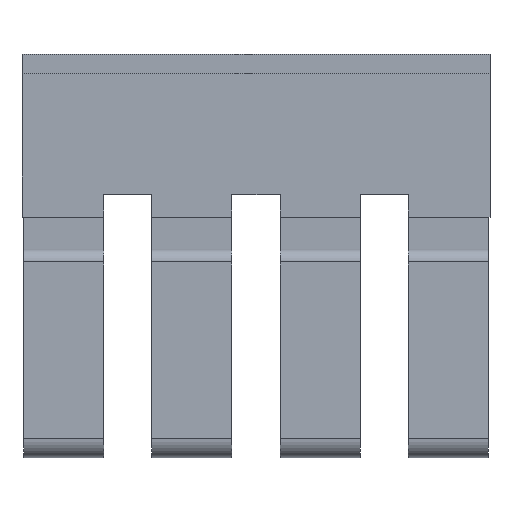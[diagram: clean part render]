
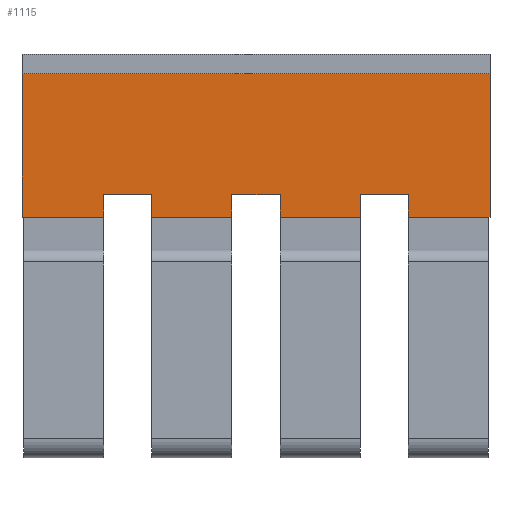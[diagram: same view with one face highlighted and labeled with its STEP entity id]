
A CAD part, top view. The second image highlights one B-rep face of the part: STEP entity #1115.
In plain terms, the highlighted planar face has unit normal (0, 0, 1).
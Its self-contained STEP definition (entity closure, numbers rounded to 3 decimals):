
#10 = CARTESIAN_POINT ( 'NONE',  ( -57.243, 20.909, 23.36 ) ) ;
#67 = DIRECTION ( 'NONE',  ( 0., 1., 0. ) ) ;
#69 = EDGE_CURVE ( 'NONE', #352, #2919, #1232, .T. ) ;
#154 = VERTEX_POINT ( 'NONE', #1743 ) ;
#172 = EDGE_CURVE ( 'NONE', #2519, #314, #2753, .T. ) ;
#222 = CARTESIAN_POINT ( 'NONE',  ( -33.143, 20.909, 23.36 ) ) ;
#235 = CARTESIAN_POINT ( 'NONE',  ( -44.143, 22.309, 23.36 ) ) ;
#247 = LINE ( 'NONE', #459, #2849 ) ;
#254 = CARTESIAN_POINT ( 'NONE',  ( -44.143, 20.909, 23.36 ) ) ;
#282 = VECTOR ( 'NONE', #1674, 1000. ) ;
#287 = EDGE_CURVE ( 'NONE', #2309, #1285, #1557, .T. ) ;
#314 = VERTEX_POINT ( 'NONE', #1461 ) ;
#332 = LINE ( 'NONE', #528, #911 ) ;
#340 = VECTOR ( 'NONE', #835, 1000. ) ;
#351 = CARTESIAN_POINT ( 'NONE',  ( -41.143, 20.909, 23.36 ) ) ;
#352 = VERTEX_POINT ( 'NONE', #469 ) ;
#390 = VECTOR ( 'NONE', #2108, 1000. ) ;
#408 = PLANE ( 'NONE',  #413 ) ;
#410 = CARTESIAN_POINT ( 'NONE',  ( -52.143, 4.452, 23.36 ) ) ;
#411 = EDGE_LOOP ( 'NONE', ( #1606, #1969, #2288, #753, #640, #2820, #2477, #2725, #444, #2816, #1003, #2620, #2433, #760, #2930, #1793 ) ) ;
#413 = AXIS2_PLACEMENT_3D ( 'NONE', #2037, #1538, #621 ) ;
#436 = DIRECTION ( 'NONE',  ( 1., 0., 0. ) ) ;
#444 = ORIENTED_EDGE ( 'NONE', *, *, #287, .T. ) ;
#459 = CARTESIAN_POINT ( 'NONE',  ( 18.757, 29.859, 23.36 ) ) ;
#461 = CARTESIAN_POINT ( 'NONE',  ( -52.143, 22.309, 23.36 ) ) ;
#466 = VECTOR ( 'NONE', #436, 1000. ) ;
#469 = CARTESIAN_POINT ( 'NONE',  ( -36.143, 20.909, 23.36 ) ) ;
#478 = VECTOR ( 'NONE', #2426, 1000. ) ;
#518 = VERTEX_POINT ( 'NONE', #351 ) ;
#528 = CARTESIAN_POINT ( 'NONE',  ( -57.243, 20.909, 23.36 ) ) ;
#539 = CARTESIAN_POINT ( 'NONE',  ( -57.243, 29.859, 23.36 ) ) ;
#588 = DIRECTION ( 'NONE',  ( 1., 0., 0. ) ) ;
#595 = LINE ( 'NONE', #1774, #340 ) ;
#621 = DIRECTION ( 'NONE',  ( 0., -1., 0. ) ) ;
#638 = FACE_OUTER_BOUND ( 'NONE', #411, .T. ) ;
#640 = ORIENTED_EDGE ( 'NONE', *, *, #172, .T. ) ;
#642 = EDGE_CURVE ( 'NONE', #2691, #1371, #2543, .T. ) ;
#668 = DIRECTION ( 'NONE',  ( 0., 1., 0. ) ) ;
#697 = CARTESIAN_POINT ( 'NONE',  ( -28.043, 28.859, 23.36 ) ) ;
#753 = ORIENTED_EDGE ( 'NONE', *, *, #1677, .T. ) ;
#760 = ORIENTED_EDGE ( 'NONE', *, *, #891, .T. ) ;
#768 = LINE ( 'NONE', #1246, #867 ) ;
#791 = CARTESIAN_POINT ( 'NONE',  ( -44.143, 22.309, 23.36 ) ) ;
#823 = VECTOR ( 'NONE', #2526, 1000. ) ;
#835 = DIRECTION ( 'NONE',  ( 0., -1., 0. ) ) ;
#849 = EDGE_CURVE ( 'NONE', #2332, #906, #1334, .T. ) ;
#867 = VECTOR ( 'NONE', #1007, 1000. ) ;
#881 = VECTOR ( 'NONE', #67, 1000. ) ;
#891 = EDGE_CURVE ( 'NONE', #2919, #2573, #2493, .T. ) ;
#906 = VERTEX_POINT ( 'NONE', #2790 ) ;
#911 = VECTOR ( 'NONE', #1273, 1000. ) ;
#945 = CARTESIAN_POINT ( 'NONE',  ( -57.243, 20.909, 23.36 ) ) ;
#952 = LINE ( 'NONE', #697, #823 ) ;
#1003 = ORIENTED_EDGE ( 'NONE', *, *, #2868, .T. ) ;
#1007 = DIRECTION ( 'NONE',  ( 0., -1., 0. ) ) ;
#1065 = VECTOR ( 'NONE', #2436, 1000. ) ;
#1083 = CARTESIAN_POINT ( 'NONE',  ( -49.143, 22.309, 23.36 ) ) ;
#1092 = CARTESIAN_POINT ( 'NONE',  ( -57.243, 20.909, 23.36 ) ) ;
#1106 = VECTOR ( 'NONE', #1168, 1000. ) ;
#1115 = ADVANCED_FACE ( 'NONE', ( #638 ), #408, .T. ) ;
#1124 = VERTEX_POINT ( 'NONE', #2456 ) ;
#1168 = DIRECTION ( 'NONE',  ( 1., 0., 0. ) ) ;
#1171 = DIRECTION ( 'NONE',  ( 1., 0., 0. ) ) ;
#1232 = LINE ( 'NONE', #2570, #881 ) ;
#1246 = CARTESIAN_POINT ( 'NONE',  ( -49.143, 22.309, 23.36 ) ) ;
#1247 = EDGE_CURVE ( 'NONE', #2573, #2332, #595, .T. ) ;
#1273 = DIRECTION ( 'NONE',  ( 1., 0., 0. ) ) ;
#1285 = VERTEX_POINT ( 'NONE', #235 ) ;
#1334 = LINE ( 'NONE', #2696, #466 ) ;
#1354 = CARTESIAN_POINT ( 'NONE',  ( -44.143, 4.452, 23.36 ) ) ;
#1371 = VERTEX_POINT ( 'NONE', #539 ) ;
#1380 = VECTOR ( 'NONE', #668, 1000. ) ;
#1461 = CARTESIAN_POINT ( 'NONE',  ( -52.143, 22.309, 23.36 ) ) ;
#1538 = DIRECTION ( 'NONE',  ( 0., 0., 1. ) ) ;
#1557 = LINE ( 'NONE', #1354, #2720 ) ;
#1592 = CARTESIAN_POINT ( 'NONE',  ( -36.143, 22.309, 23.36 ) ) ;
#1606 = ORIENTED_EDGE ( 'NONE', *, *, #2313, .F. ) ;
#1646 = CARTESIAN_POINT ( 'NONE',  ( -57.243, 28.859, 23.36 ) ) ;
#1658 = EDGE_CURVE ( 'NONE', #1371, #154, #247, .T. ) ;
#1674 = DIRECTION ( 'NONE',  ( 1., 0., 0. ) ) ;
#1677 = EDGE_CURVE ( 'NONE', #2691, #2519, #2304, .T. ) ;
#1701 = CARTESIAN_POINT ( 'NONE',  ( -33.143, 22.309, 23.36 ) ) ;
#1743 = CARTESIAN_POINT ( 'NONE',  ( -28.043, 29.859, 23.36 ) ) ;
#1774 = CARTESIAN_POINT ( 'NONE',  ( -33.143, 22.309, 23.36 ) ) ;
#1793 = ORIENTED_EDGE ( 'NONE', *, *, #849, .T. ) ;
#1823 = VERTEX_POINT ( 'NONE', #1083 ) ;
#1871 = DIRECTION ( 'NONE',  ( 1., 0., 0. ) ) ;
#1933 = VERTEX_POINT ( 'NONE', #2516 ) ;
#1969 = ORIENTED_EDGE ( 'NONE', *, *, #1658, .F. ) ;
#2037 = CARTESIAN_POINT ( 'NONE',  ( 19.957, 28.859, 23.36 ) ) ;
#2048 = CARTESIAN_POINT ( 'NONE',  ( -36.143, 22.309, 23.36 ) ) ;
#2095 = EDGE_CURVE ( 'NONE', #1285, #1933, #2673, .T. ) ;
#2108 = DIRECTION ( 'NONE',  ( 0., 1., 0. ) ) ;
#2118 = EDGE_CURVE ( 'NONE', #518, #352, #332, .T. ) ;
#2177 = LINE ( 'NONE', #2886, #478 ) ;
#2288 = ORIENTED_EDGE ( 'NONE', *, *, #642, .F. ) ;
#2304 = LINE ( 'NONE', #945, #1106 ) ;
#2309 = VERTEX_POINT ( 'NONE', #254 ) ;
#2313 = EDGE_CURVE ( 'NONE', #154, #906, #952, .T. ) ;
#2323 = LINE ( 'NONE', #461, #282 ) ;
#2332 = VERTEX_POINT ( 'NONE', #222 ) ;
#2426 = DIRECTION ( 'NONE',  ( 0., -1., 0. ) ) ;
#2433 = ORIENTED_EDGE ( 'NONE', *, *, #69, .T. ) ;
#2436 = DIRECTION ( 'NONE',  ( 1., 0., 0. ) ) ;
#2456 = CARTESIAN_POINT ( 'NONE',  ( -49.143, 20.909, 23.36 ) ) ;
#2460 = EDGE_CURVE ( 'NONE', #314, #1823, #2323, .T. ) ;
#2475 = DIRECTION ( 'NONE',  ( 0., 1., 0. ) ) ;
#2477 = ORIENTED_EDGE ( 'NONE', *, *, #2610, .T. ) ;
#2493 = LINE ( 'NONE', #1592, #2652 ) ;
#2516 = CARTESIAN_POINT ( 'NONE',  ( -41.143, 22.309, 23.36 ) ) ;
#2519 = VERTEX_POINT ( 'NONE', #2645 ) ;
#2526 = DIRECTION ( 'NONE',  ( 0., -1., 0. ) ) ;
#2543 = LINE ( 'NONE', #1646, #390 ) ;
#2570 = CARTESIAN_POINT ( 'NONE',  ( -36.143, 4.452, 23.36 ) ) ;
#2573 = VERTEX_POINT ( 'NONE', #1701 ) ;
#2610 = EDGE_CURVE ( 'NONE', #1823, #1124, #768, .T. ) ;
#2620 = ORIENTED_EDGE ( 'NONE', *, *, #2118, .T. ) ;
#2645 = CARTESIAN_POINT ( 'NONE',  ( -52.143, 20.909, 23.36 ) ) ;
#2652 = VECTOR ( 'NONE', #1171, 1000. ) ;
#2673 = LINE ( 'NONE', #791, #2996 ) ;
#2691 = VERTEX_POINT ( 'NONE', #10 ) ;
#2696 = CARTESIAN_POINT ( 'NONE',  ( -57.243, 20.909, 23.36 ) ) ;
#2720 = VECTOR ( 'NONE', #2475, 1000. ) ;
#2725 = ORIENTED_EDGE ( 'NONE', *, *, #2835, .T. ) ;
#2753 = LINE ( 'NONE', #410, #1380 ) ;
#2790 = CARTESIAN_POINT ( 'NONE',  ( -28.043, 20.909, 23.36 ) ) ;
#2816 = ORIENTED_EDGE ( 'NONE', *, *, #2095, .T. ) ;
#2820 = ORIENTED_EDGE ( 'NONE', *, *, #2460, .T. ) ;
#2835 = EDGE_CURVE ( 'NONE', #1124, #2309, #2917, .T. ) ;
#2849 = VECTOR ( 'NONE', #1871, 1000. ) ;
#2868 = EDGE_CURVE ( 'NONE', #1933, #518, #2177, .T. ) ;
#2886 = CARTESIAN_POINT ( 'NONE',  ( -41.143, 22.309, 23.36 ) ) ;
#2917 = LINE ( 'NONE', #1092, #1065 ) ;
#2919 = VERTEX_POINT ( 'NONE', #2048 ) ;
#2930 = ORIENTED_EDGE ( 'NONE', *, *, #1247, .T. ) ;
#2996 = VECTOR ( 'NONE', #588, 1000. ) ;
